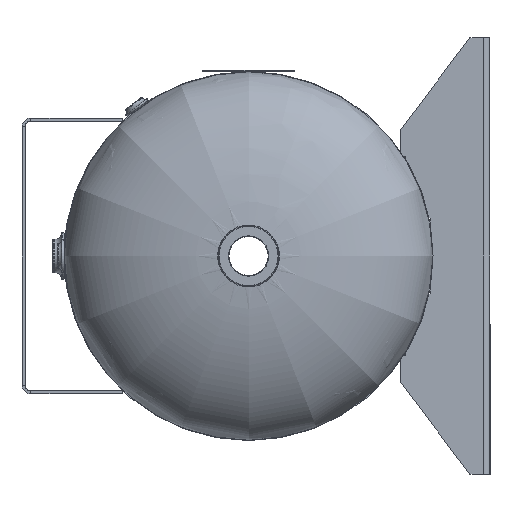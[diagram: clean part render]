
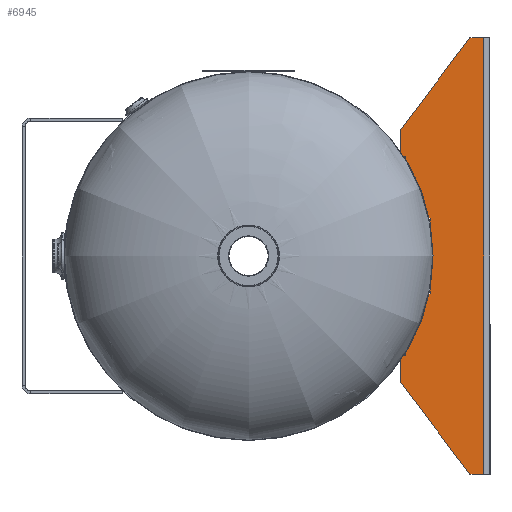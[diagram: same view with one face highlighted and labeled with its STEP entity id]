
A CAD part, left-side view. The second image highlights one B-rep face of the part: STEP entity #6945.
In plain terms, the highlighted face is planar.
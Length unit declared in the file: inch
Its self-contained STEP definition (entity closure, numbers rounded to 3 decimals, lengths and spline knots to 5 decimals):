
#373=CIRCLE('',#7535,8.0604);
#392=CIRCLE('',#7559,8.);
#394=CIRCLE('',#7564,8.0604);
#395=CIRCLE('',#7569,8.);
#398=CIRCLE('',#7578,8.0604);
#400=CIRCLE('',#7583,8.);
#401=CIRCLE('',#7585,8.);
#402=CIRCLE('',#7586,8.0604);
#403=CIRCLE('',#7587,8.);
#964=LINE('',#12769,#1616);
#968=LINE('',#12778,#1620);
#1006=LINE('',#12899,#1658);
#1009=LINE('',#12904,#1661);
#1016=LINE('',#12925,#1668);
#1019=LINE('',#12933,#1671);
#1023=LINE('',#12947,#1675);
#1024=LINE('',#12951,#1676);
#1025=LINE('',#12955,#1677);
#1026=LINE('',#12957,#1678);
#1027=LINE('',#12959,#1679);
#1028=LINE('',#12961,#1680);
#1029=LINE('',#12963,#1681);
#1030=LINE('',#12965,#1682);
#1031=LINE('',#12966,#1683);
#1616=VECTOR('',#9120,0.3937);
#1620=VECTOR('',#9126,0.3937);
#1658=VECTOR('',#9232,0.3937);
#1661=VECTOR('',#9237,0.3937);
#1668=VECTOR('',#9262,0.3937);
#1671=VECTOR('',#9271,0.3937);
#1675=VECTOR('',#9287,0.3937);
#1676=VECTOR('',#9290,0.3937);
#1677=VECTOR('',#9293,0.3937);
#1678=VECTOR('',#9294,0.3937);
#1679=VECTOR('',#9295,0.3937);
#1680=VECTOR('',#9296,0.3937);
#1681=VECTOR('',#9297,0.3937);
#1682=VECTOR('',#9298,0.3937);
#1683=VECTOR('',#9299,0.3937);
#1935=PLANE('',#7584);
#2455=FACE_OUTER_BOUND('',#2980,.T.);
#2980=EDGE_LOOP('',(#6322,#6323,#6324,#6325,#6326,#6327,#6328,#6329,#6330,
#6331,#6332,#6333,#6334,#6335,#6336,#6337,#6338,#6339,#6340,#6341,#6342,
#6343,#6344,#6345));
#3636=VERTEX_POINT('',#12766);
#3637=VERTEX_POINT('',#12768);
#3640=VERTEX_POINT('',#12775);
#3641=VERTEX_POINT('',#12777);
#3684=VERTEX_POINT('',#12876);
#3688=VERTEX_POINT('',#12890);
#3689=VERTEX_POINT('',#12892);
#3690=VERTEX_POINT('',#12898);
#3691=VERTEX_POINT('',#12902);
#3696=VERTEX_POINT('',#12924);
#3697=VERTEX_POINT('',#12928);
#3698=VERTEX_POINT('',#12932);
#3700=VERTEX_POINT('',#12940);
#3701=VERTEX_POINT('',#12944);
#3702=VERTEX_POINT('',#12946);
#3703=VERTEX_POINT('',#12948);
#3704=VERTEX_POINT('',#12950);
#3705=VERTEX_POINT('',#12952);
#3706=VERTEX_POINT('',#12954);
#3707=VERTEX_POINT('',#12956);
#3708=VERTEX_POINT('',#12958);
#3709=VERTEX_POINT('',#12960);
#3710=VERTEX_POINT('',#12962);
#3711=VERTEX_POINT('',#12964);
#4510=EDGE_CURVE('',#3637,#3636,#964,.T.);
#4514=EDGE_CURVE('',#3641,#3640,#968,.T.);
#4517=EDGE_CURVE('',#3636,#3641,#373,.T.);
#4564=EDGE_CURVE('',#3684,#3637,#392,.T.);
#4572=EDGE_CURVE('',#3689,#3688,#394,.T.);
#4575=EDGE_CURVE('',#3690,#3689,#1006,.T.);
#4578=EDGE_CURVE('',#3688,#3691,#1009,.T.);
#4579=EDGE_CURVE('',#3640,#3690,#395,.T.);
#4588=EDGE_CURVE('',#3696,#3684,#1016,.T.);
#4590=EDGE_CURVE('',#3697,#3696,#398,.T.);
#4592=EDGE_CURVE('',#3698,#3697,#1019,.T.);
#4596=EDGE_CURVE('',#3700,#3698,#400,.T.);
#4598=EDGE_CURVE('',#3691,#3701,#401,.T.);
#4599=EDGE_CURVE('',#3701,#3702,#1023,.T.);
#4600=EDGE_CURVE('',#3702,#3703,#402,.T.);
#4601=EDGE_CURVE('',#3703,#3704,#1024,.T.);
#4602=EDGE_CURVE('',#3704,#3705,#403,.T.);
#4603=EDGE_CURVE('',#3706,#3705,#1025,.T.);
#4604=EDGE_CURVE('',#3707,#3706,#1026,.T.);
#4605=EDGE_CURVE('',#3707,#3708,#1027,.T.);
#4606=EDGE_CURVE('',#3709,#3708,#1028,.T.);
#4607=EDGE_CURVE('',#3709,#3710,#1029,.T.);
#4608=EDGE_CURVE('',#3711,#3710,#1030,.T.);
#4609=EDGE_CURVE('',#3700,#3711,#1031,.T.);
#6322=ORIENTED_EDGE('',*,*,#4514,.T.);
#6323=ORIENTED_EDGE('',*,*,#4579,.T.);
#6324=ORIENTED_EDGE('',*,*,#4575,.T.);
#6325=ORIENTED_EDGE('',*,*,#4572,.T.);
#6326=ORIENTED_EDGE('',*,*,#4578,.T.);
#6327=ORIENTED_EDGE('',*,*,#4598,.T.);
#6328=ORIENTED_EDGE('',*,*,#4599,.T.);
#6329=ORIENTED_EDGE('',*,*,#4600,.T.);
#6330=ORIENTED_EDGE('',*,*,#4601,.T.);
#6331=ORIENTED_EDGE('',*,*,#4602,.T.);
#6332=ORIENTED_EDGE('',*,*,#4603,.F.);
#6333=ORIENTED_EDGE('',*,*,#4604,.F.);
#6334=ORIENTED_EDGE('',*,*,#4605,.T.);
#6335=ORIENTED_EDGE('',*,*,#4606,.F.);
#6336=ORIENTED_EDGE('',*,*,#4607,.T.);
#6337=ORIENTED_EDGE('',*,*,#4608,.F.);
#6338=ORIENTED_EDGE('',*,*,#4609,.F.);
#6339=ORIENTED_EDGE('',*,*,#4596,.T.);
#6340=ORIENTED_EDGE('',*,*,#4592,.T.);
#6341=ORIENTED_EDGE('',*,*,#4590,.T.);
#6342=ORIENTED_EDGE('',*,*,#4588,.T.);
#6343=ORIENTED_EDGE('',*,*,#4564,.T.);
#6344=ORIENTED_EDGE('',*,*,#4510,.T.);
#6345=ORIENTED_EDGE('',*,*,#4517,.T.);
#6945=ADVANCED_FACE('',(#2455),#1935,.T.);
#7535=AXIS2_PLACEMENT_3D('',#12782,#9132,#9133);
#7559=AXIS2_PLACEMENT_3D('',#12877,#9208,#9209);
#7564=AXIS2_PLACEMENT_3D('',#12893,#9224,#9225);
#7569=AXIS2_PLACEMENT_3D('',#12906,#9240,#9241);
#7578=AXIS2_PLACEMENT_3D('',#12929,#9266,#9267);
#7583=AXIS2_PLACEMENT_3D('',#12941,#9280,#9281);
#7584=AXIS2_PLACEMENT_3D('',#12943,#9283,#9284);
#7585=AXIS2_PLACEMENT_3D('',#12945,#9285,#9286);
#7586=AXIS2_PLACEMENT_3D('',#12949,#9288,#9289);
#7587=AXIS2_PLACEMENT_3D('',#12953,#9291,#9292);
#9120=DIRECTION('',(0.203,0.,-0.979));
#9126=DIRECTION('',(-0.191,0.,0.982));
#9132=DIRECTION('center_axis',(0.,1.,0.));
#9133=DIRECTION('ref_axis',(-1.,0.,0.));
#9208=DIRECTION('center_axis',(0.,1.,0.));
#9209=DIRECTION('ref_axis',(0.561,0.,-0.828));
#9224=DIRECTION('center_axis',(0.,1.,0.));
#9225=DIRECTION('ref_axis',(1.,0.,0.));
#9232=DIRECTION('',(-0.191,0.,-0.982));
#9237=DIRECTION('',(0.203,0.,0.979));
#9240=DIRECTION('center_axis',(0.,1.,0.));
#9241=DIRECTION('ref_axis',(0.561,0.,-0.828));
#9262=DIRECTION('',(-0.528,0.,0.849));
#9266=DIRECTION('center_axis',(0.,1.,0.));
#9267=DIRECTION('ref_axis',(-1.,0.,0.));
#9271=DIRECTION('',(0.538,0.,-0.843));
#9280=DIRECTION('center_axis',(0.,1.,0.));
#9281=DIRECTION('ref_axis',(0.561,0.,-0.828));
#9283=DIRECTION('center_axis',(0.,-1.,0.));
#9284=DIRECTION('ref_axis',(0.,0.,-1.));
#9285=DIRECTION('center_axis',(0.,1.,0.));
#9286=DIRECTION('ref_axis',(0.561,0.,-0.828));
#9287=DIRECTION('',(-0.528,0.,-0.849));
#9288=DIRECTION('center_axis',(0.,1.,0.));
#9289=DIRECTION('ref_axis',(1.,0.,0.));
#9290=DIRECTION('',(0.538,0.,0.843));
#9291=DIRECTION('center_axis',(0.,1.,0.));
#9292=DIRECTION('ref_axis',(0.561,0.,-0.828));
#9293=DIRECTION('',(1.,0.,0.));
#9294=DIRECTION('',(0.8,0.,0.6));
#9295=DIRECTION('',(0.,0.,-1.));
#9296=DIRECTION('',(-1.,0.,0.));
#9297=DIRECTION('',(0.,0.,1.));
#9298=DIRECTION('',(0.8,0.,-0.6));
#9299=DIRECTION('',(1.,0.,0.));
#12766=CARTESIAN_POINT('',(1.63852,-2.,2.6079));
#12768=CARTESIAN_POINT('',(1.62625,-2.,2.66704));
#12769=CARTESIAN_POINT('',(1.66792,-2.,2.46632));
#12775=CARTESIAN_POINT('',(1.52894,-2.,2.64746));
#12777=CARTESIAN_POINT('',(1.54049,-2.,2.58818));
#12778=CARTESIAN_POINT('',(0.81138,-2.,6.33284));
#12782=CARTESIAN_POINT('Origin',(0.,-2.,10.5));
#12876=CARTESIAN_POINT('',(4.22267,-2.,3.70522));
#12877=CARTESIAN_POINT('Origin',(0.,-2.,10.5));
#12890=CARTESIAN_POINT('',(-1.63852,-2.,2.6079));
#12892=CARTESIAN_POINT('',(-1.54049,-2.,2.58818));
#12893=CARTESIAN_POINT('Origin',(0.,-2.,10.5));
#12898=CARTESIAN_POINT('',(-1.52894,-2.,2.64746));
#12899=CARTESIAN_POINT('',(-1.15837,-2.,4.55069));
#12902=CARTESIAN_POINT('',(-1.62625,-2.,2.66704));
#12904=CARTESIAN_POINT('',(-2.06049,-2.,0.57547));
#12906=CARTESIAN_POINT('Origin',(0.,-2.,10.5));
#12924=CARTESIAN_POINT('',(4.25455,-2.,3.65392));
#12925=CARTESIAN_POINT('',(1.03026,-2.,8.84219));
#12928=CARTESIAN_POINT('',(4.33915,-2.,3.70723));
#12929=CARTESIAN_POINT('Origin',(0.,-2.,10.5));
#12932=CARTESIAN_POINT('',(4.30664,-2.,3.75813));
#12933=CARTESIAN_POINT('',(3.17479,-2.,5.52999));
#12940=CARTESIAN_POINT('',(4.48582,-2.,3.876));
#12941=CARTESIAN_POINT('Origin',(0.,-2.,10.5));
#12943=CARTESIAN_POINT('Origin',(-9.5,-2.,0.));
#12944=CARTESIAN_POINT('',(-4.22267,-2.,3.70522));
#12945=CARTESIAN_POINT('Origin',(0.,-2.,10.5));
#12946=CARTESIAN_POINT('',(-4.25455,-2.,3.65392));
#12947=CARTESIAN_POINT('',(-3.67704,-2.,4.5832));
#12948=CARTESIAN_POINT('',(-4.33915,-2.,3.70723));
#12949=CARTESIAN_POINT('Origin',(0.,-2.,10.5));
#12950=CARTESIAN_POINT('',(-4.30664,-2.,3.75813));
#12951=CARTESIAN_POINT('',(-5.92789,-2.,1.22013));
#12952=CARTESIAN_POINT('',(-4.48582,-2.,3.876));
#12953=CARTESIAN_POINT('Origin',(0.,-2.,10.5));
#12954=CARTESIAN_POINT('',(-5.5,-2.,3.876));
#12955=CARTESIAN_POINT('',(-9.5,-2.,3.876));
#12956=CARTESIAN_POINT('',(-9.5,-2.,0.876));
#12957=CARTESIAN_POINT('',(-8.71024,-2.,1.46832));
#12958=CARTESIAN_POINT('',(-9.5,-2.,0.269));
#12959=CARTESIAN_POINT('',(-9.5,-2.,3.876));
#12960=CARTESIAN_POINT('',(9.5,-2.,0.269));
#12961=CARTESIAN_POINT('',(-9.5,-2.,0.269));
#12962=CARTESIAN_POINT('',(9.5,-2.,0.876));
#12963=CARTESIAN_POINT('',(9.5,-2.,3.876));
#12964=CARTESIAN_POINT('',(5.5,-2.,3.876));
#12965=CARTESIAN_POINT('',(2.63024,-2.,6.02832));
#12966=CARTESIAN_POINT('',(-9.5,-2.,3.876));
